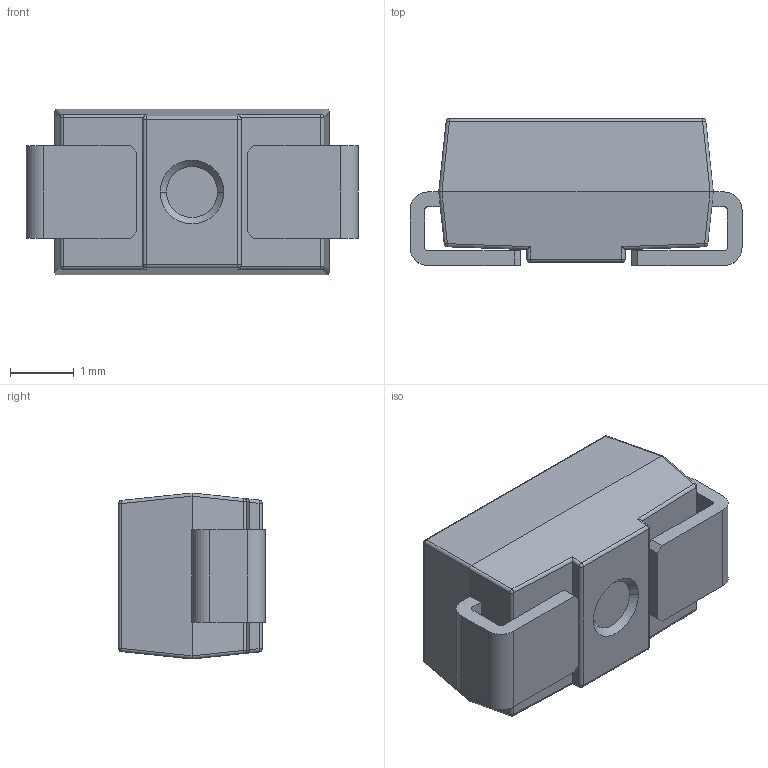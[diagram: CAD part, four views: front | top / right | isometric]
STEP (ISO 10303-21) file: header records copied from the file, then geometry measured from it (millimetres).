
FILE_DESCRIPTION (( 'STEP AP214' ), '1' );
FILE_NAME ('DO-214AC.STEP', '2024-02-11T09:11:52', ( 'M.B.I.' ), ( '' ), 'SwSTEP 2.0', '', '' );
FILE_SCHEMA (( 'AUTOMOTIVE_DESIGN' ));
Length unit declared in the file: millimetre
Products named in the file (1): DO-214AC
Bounding box: 5.2 x 2.3 x 2.6 mm (x, y, z)
Volume: 23.9 mm3; surface area: 69.8 mm2
Topology: 3 solids, 3 shells, 448 faces, 1188 edges, 772 vertices
Faces by surface type: plane 212, bspline 188, cylinder 34, sphere 12, cone 2
Entity records: 21205 total; most frequent: CARTESIAN_POINT 10201, ORIENTED_EDGE 2360, DIRECTION 1370, EDGE_CURVE 1180, VERTEX_POINT 772, VECTOR 736, LINE 736, EDGE_LOOP 482
